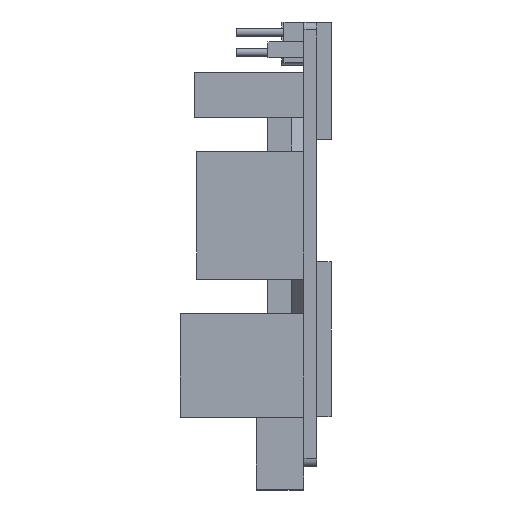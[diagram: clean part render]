
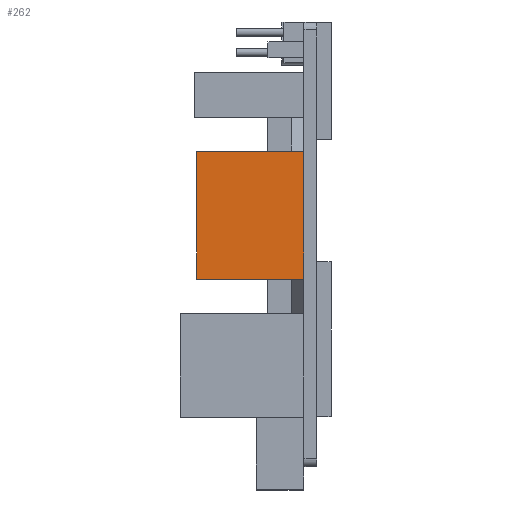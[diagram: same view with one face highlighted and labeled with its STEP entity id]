
A CAD part, left-side view. The second image highlights one B-rep face of the part: STEP entity #262.
In plain terms, the highlighted planar face has unit normal (-1, 0, 0).
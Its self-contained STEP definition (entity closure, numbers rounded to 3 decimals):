
#262 = ADVANCED_FACE ( 'NONE', ( #4526 ), #2075, .F. ) ;
#335 = CARTESIAN_POINT ( 'NONE',  ( -47.5, 15., -4.35 ) ) ;
#344 = VERTEX_POINT ( 'NONE', #5856 ) ;
#622 = CARTESIAN_POINT ( 'NONE',  ( -47.5, 15., -4.35 ) ) ;
#680 = EDGE_CURVE ( 'NONE', #2517, #344, #5537, .T. ) ;
#684 = EDGE_CURVE ( 'NONE', #1341, #3386, #4453, .T. ) ;
#768 = AXIS2_PLACEMENT_3D ( 'NONE', #3003, #1145, #2171 ) ;
#970 = CARTESIAN_POINT ( 'NONE',  ( -47.5, 1.6, -4.35 ) ) ;
#1145 = DIRECTION ( 'NONE',  ( 1., 0., 0. ) ) ;
#1261 = VECTOR ( 'NONE', #4020, 1000. ) ;
#1290 = ORIENTED_EDGE ( 'NONE', *, *, #5378, .T. ) ;
#1341 = VERTEX_POINT ( 'NONE', #970 ) ;
#1595 = ORIENTED_EDGE ( 'NONE', *, *, #4233, .F. ) ;
#1719 = CARTESIAN_POINT ( 'NONE',  ( -47.5, 1.6, -4.35 ) ) ;
#1730 = DIRECTION ( 'NONE',  ( 0., -1., 0. ) ) ;
#2014 = VECTOR ( 'NONE', #1730, 1000. ) ;
#2075 = PLANE ( 'NONE',  #768 ) ;
#2171 = DIRECTION ( 'NONE',  ( 0., 0., -1. ) ) ;
#2200 = DIRECTION ( 'NONE',  ( 0., -1., 0. ) ) ;
#2264 = LINE ( 'NONE', #335, #2014 ) ;
#2306 = ORIENTED_EDGE ( 'NONE', *, *, #684, .T. ) ;
#2502 = ORIENTED_EDGE ( 'NONE', *, *, #680, .F. ) ;
#2517 = VERTEX_POINT ( 'NONE', #622 ) ;
#3003 = CARTESIAN_POINT ( 'NONE',  ( -47.5, 15., -4.35 ) ) ;
#3127 = CARTESIAN_POINT ( 'NONE',  ( -47.5, 15., 11.65 ) ) ;
#3386 = VERTEX_POINT ( 'NONE', #4970 ) ;
#3745 = EDGE_LOOP ( 'NONE', ( #2306, #1595, #2502, #1290 ) ) ;
#3987 = DIRECTION ( 'NONE',  ( 0., 0., 1. ) ) ;
#4020 = DIRECTION ( 'NONE',  ( 0., 0., 1. ) ) ;
#4233 = EDGE_CURVE ( 'NONE', #344, #3386, #4460, .T. ) ;
#4453 = LINE ( 'NONE', #1719, #1261 ) ;
#4460 = LINE ( 'NONE', #3127, #4693 ) ;
#4526 = FACE_OUTER_BOUND ( 'NONE', #3745, .T. ) ;
#4629 = VECTOR ( 'NONE', #3987, 1000. ) ;
#4693 = VECTOR ( 'NONE', #2200, 1000. ) ;
#4970 = CARTESIAN_POINT ( 'NONE',  ( -47.5, 1.6, 11.65 ) ) ;
#5378 = EDGE_CURVE ( 'NONE', #2517, #1341, #2264, .T. ) ;
#5537 = LINE ( 'NONE', #5964, #4629 ) ;
#5856 = CARTESIAN_POINT ( 'NONE',  ( -47.5, 15., 11.65 ) ) ;
#5964 = CARTESIAN_POINT ( 'NONE',  ( -47.5, 15., -4.35 ) ) ;
